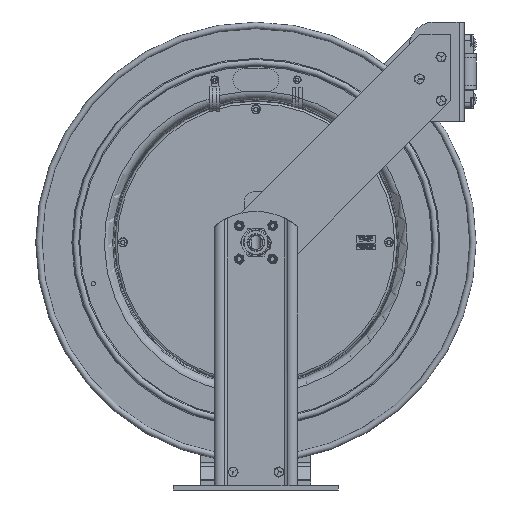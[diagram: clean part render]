
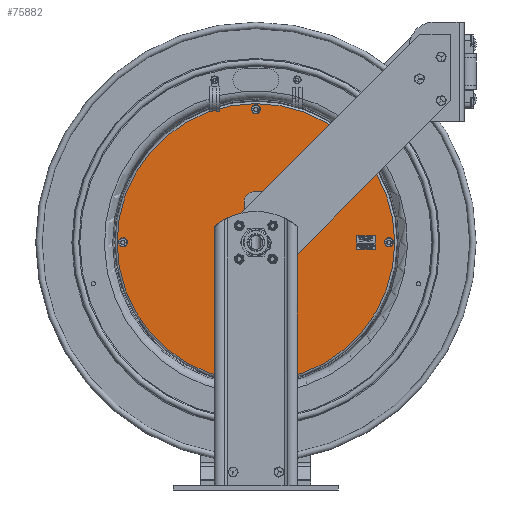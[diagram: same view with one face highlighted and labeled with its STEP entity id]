
A CAD part, front view. The second image highlights one B-rep face of the part: STEP entity #75882.
In plain terms, the highlighted planar face has unit normal (0, -1, 0).
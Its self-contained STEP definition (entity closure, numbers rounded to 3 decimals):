
#3436=FACE_BOUND('',#12640,.T.);
#3437=FACE_BOUND('',#12641,.T.);
#3438=FACE_BOUND('',#12642,.T.);
#3439=FACE_BOUND('',#12643,.T.);
#3440=FACE_BOUND('',#12644,.T.);
#5575=CIRCLE('',#80735,7.565);
#5576=CIRCLE('',#80736,7.565);
#5577=CIRCLE('',#80737,0.655);
#5578=CIRCLE('',#80738,0.141);
#5579=CIRCLE('',#80739,0.141);
#5580=CIRCLE('',#80740,0.141);
#5581=CIRCLE('',#80741,0.141);
#9488=FACE_OUTER_BOUND('',#12639,.T.);
#12639=EDGE_LOOP('',(#59511,#59512));
#12640=EDGE_LOOP('',(#59513));
#12641=EDGE_LOOP('',(#59514));
#12642=EDGE_LOOP('',(#59515));
#12643=EDGE_LOOP('',(#59516));
#12644=EDGE_LOOP('',(#59517));
#32425=VERTEX_POINT('',#120669);
#32426=VERTEX_POINT('',#120670);
#32427=VERTEX_POINT('',#120673);
#32428=VERTEX_POINT('',#120675);
#32429=VERTEX_POINT('',#120677);
#32430=VERTEX_POINT('',#120679);
#32431=VERTEX_POINT('',#120681);
#43758=EDGE_CURVE('',#32425,#32426,#5575,.T.);
#43759=EDGE_CURVE('',#32426,#32425,#5576,.T.);
#43760=EDGE_CURVE('',#32427,#32427,#5577,.T.);
#43761=EDGE_CURVE('',#32428,#32428,#5578,.T.);
#43762=EDGE_CURVE('',#32429,#32429,#5579,.T.);
#43763=EDGE_CURVE('',#32430,#32430,#5580,.T.);
#43764=EDGE_CURVE('',#32431,#32431,#5581,.T.);
#59511=ORIENTED_EDGE('',*,*,#43758,.F.);
#59512=ORIENTED_EDGE('',*,*,#43759,.F.);
#59513=ORIENTED_EDGE('',*,*,#43760,.T.);
#59514=ORIENTED_EDGE('',*,*,#43761,.T.);
#59515=ORIENTED_EDGE('',*,*,#43762,.T.);
#59516=ORIENTED_EDGE('',*,*,#43763,.T.);
#59517=ORIENTED_EDGE('',*,*,#43764,.T.);
#70510=PLANE('',#80734);
#75882=ADVANCED_FACE('',(#9488,#3436,#3437,#3438,#3439,#3440),#70510,.T.);
#80734=AXIS2_PLACEMENT_3D('',#120668,#91828,#91829);
#80735=AXIS2_PLACEMENT_3D('',#120671,#91830,#91831);
#80736=AXIS2_PLACEMENT_3D('',#120672,#91832,#91833);
#80737=AXIS2_PLACEMENT_3D('',#120674,#91834,#91835);
#80738=AXIS2_PLACEMENT_3D('',#120676,#91836,#91837);
#80739=AXIS2_PLACEMENT_3D('',#120678,#91838,#91839);
#80740=AXIS2_PLACEMENT_3D('',#120680,#91840,#91841);
#80741=AXIS2_PLACEMENT_3D('',#120682,#91842,#91843);
#91828=DIRECTION('center_axis',(0.,-1.,0.));
#91829=DIRECTION('ref_axis',(0.,0.,
1.));
#91830=DIRECTION('center_axis',(0.,1.,0.));
#91831=DIRECTION('ref_axis',(-1.,0.,0.));
#91832=DIRECTION('center_axis',(0.,1.,0.));
#91833=DIRECTION('ref_axis',(-1.,0.,0.));
#91834=DIRECTION('center_axis',(0.,1.,0.));
#91835=DIRECTION('ref_axis',(1.,0.,0.));
#91836=DIRECTION('center_axis',(0.,1.,0.));
#91837=DIRECTION('ref_axis',(-1.,0.,0.));
#91838=DIRECTION('center_axis',(0.,1.,0.));
#91839=DIRECTION('ref_axis',(-1.,0.,0.));
#91840=DIRECTION('center_axis',(0.,1.,0.));
#91841=DIRECTION('ref_axis',(-1.,0.,0.));
#91842=DIRECTION('center_axis',(0.,1.,0.));
#91843=DIRECTION('ref_axis',(-1.,0.,0.));
#120668=CARTESIAN_POINT('Origin',(67.138,39.256,-87.587));
#120669=CARTESIAN_POINT('',(63.356,39.256,-87.587));
#120670=CARTESIAN_POINT('',(70.92,39.256,-80.022));
#120671=CARTESIAN_POINT('Origin',(70.92,39.256,-87.587));
#120672=CARTESIAN_POINT('Origin',(70.92,39.256,-87.587));
#120673=CARTESIAN_POINT('',(70.265,39.256,-87.587));
#120674=CARTESIAN_POINT('Origin',(70.92,39.256,-87.587));
#120675=CARTESIAN_POINT('',(70.78,39.256,-80.337));
#120676=CARTESIAN_POINT('Origin',(70.92,39.256,-80.337));
#120677=CARTESIAN_POINT('',(70.78,39.256,-94.837));
#120678=CARTESIAN_POINT('Origin',(70.92,39.256,-94.837));
#120679=CARTESIAN_POINT('',(78.03,39.256,-87.587));
#120680=CARTESIAN_POINT('Origin',(78.17,39.256,-87.587));
#120681=CARTESIAN_POINT('',(63.53,39.256,-87.587));
#120682=CARTESIAN_POINT('Origin',(63.67,39.256,-87.587));
